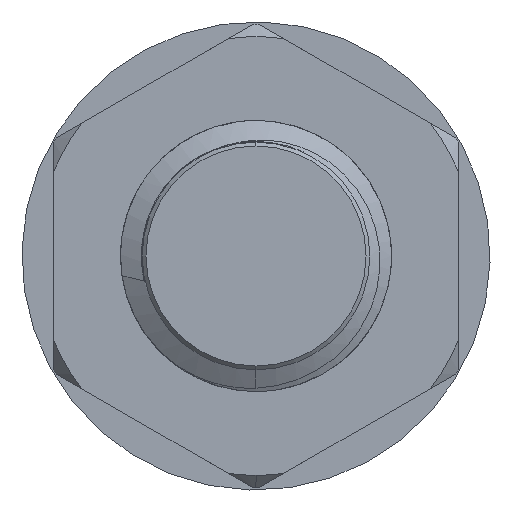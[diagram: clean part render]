
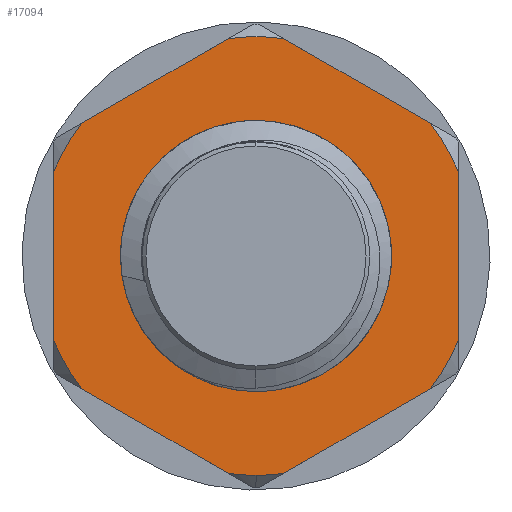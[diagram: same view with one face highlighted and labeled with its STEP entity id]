
A CAD part, left-side view. The second image highlights one B-rep face of the part: STEP entity #17094.
In plain terms, the highlighted planar face has unit normal (-1, 0, 0).
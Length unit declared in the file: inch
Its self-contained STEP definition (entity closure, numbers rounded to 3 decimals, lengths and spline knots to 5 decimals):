
#637 = EDGE_CURVE ( 'NONE', #5751, #13490, #20243, .T. ) ;
#669 = EDGE_LOOP ( 'NONE', ( #29720, #26860 ) ) ;
#1200 = AXIS2_PLACEMENT_3D ( 'NONE', #24402, #32001, #13861 ) ;
#1201 = EDGE_CURVE ( 'NONE', #33888, #27883, #15125, .T. ) ;
#1237 = CARTESIAN_POINT ( 'NONE',  ( 0.25197, -0.18701, -0.10797 ) ) ;
#1290 = VECTOR ( 'NONE', #30677, 39.37008 ) ;
#2096 = CARTESIAN_POINT ( 'NONE',  ( 0.25197, 0.16135, 0.12278 ) ) ;
#2107 = EDGE_CURVE ( 'NONE', #29636, #21572, #28009, .T. ) ;
#2396 = VERTEX_POINT ( 'NONE', #33183 ) ;
#2635 = CARTESIAN_POINT ( 'NONE',  ( 0.25197, -0.18701, -0.07835 ) ) ;
#2738 = CARTESIAN_POINT ( 'NONE',  ( 0.25197, -0.16135, -0.12278 ) ) ;
#3136 = DIRECTION ( 'NONE',  ( -1., 0., 0. ) ) ;
#3640 = ORIENTED_EDGE ( 'NONE', *, *, #26818, .T. ) ;
#3647 = CARTESIAN_POINT ( 'NONE',  ( 0.25197, 0., -0.20276 ) ) ;
#3669 = EDGE_CURVE ( 'NONE', #29636, #2396, #31071, .T. ) ;
#4018 = AXIS2_PLACEMENT_3D ( 'NONE', #25053, #6891, #30395 ) ;
#4024 = VECTOR ( 'NONE', #21371, 39.37008 ) ;
#4636 = VECTOR ( 'NONE', #7094, 39.37008 ) ;
#4874 = DIRECTION ( 'NONE',  ( 0., 0., -1. ) ) ;
#5049 = ORIENTED_EDGE ( 'NONE', *, *, #31641, .F. ) ;
#5402 = ORIENTED_EDGE ( 'NONE', *, *, #19973, .T. ) ;
#5707 = DIRECTION ( 'NONE',  ( 1., 0., 0. ) ) ;
#5751 = VERTEX_POINT ( 'NONE', #22670 ) ;
#6243 = AXIS2_PLACEMENT_3D ( 'NONE', #16166, #14099, #11484 ) ;
#6264 = CIRCLE ( 'NONE', #25578, 0.10531 ) ;
#6408 = ORIENTED_EDGE ( 'NONE', *, *, #32107, .T. ) ;
#6553 = FACE_BOUND ( 'NONE', #669, .T. ) ;
#6891 = DIRECTION ( 'NONE',  ( -1., 0., 0. ) ) ;
#6990 = CARTESIAN_POINT ( 'NONE',  ( 0.25197, 0.18701, -0.07835 ) ) ;
#7094 = DIRECTION ( 'NONE',  ( 0., 0.866, 0.5 ) ) ;
#7272 = VERTEX_POINT ( 'NONE', #18578 ) ;
#7444 = CARTESIAN_POINT ( 'NONE',  ( 0.25197, 0., 0. ) ) ;
#7573 = ORIENTED_EDGE ( 'NONE', *, *, #24678, .F. ) ;
#7795 = EDGE_CURVE ( 'NONE', #12796, #2396, #12014, .T. ) ;
#7895 = AXIS2_PLACEMENT_3D ( 'NONE', #7444, #9862, #17491 ) ;
#7933 = EDGE_CURVE ( 'NONE', #7950, #29483, #18401, .T. ) ;
#7950 = VERTEX_POINT ( 'NONE', #19859 ) ;
#8694 = DIRECTION ( 'NONE',  ( 0., 0., -1. ) ) ;
#9424 = EDGE_CURVE ( 'NONE', #11270, #7950, #19831, .T. ) ;
#9862 = DIRECTION ( 'NONE',  ( -1., 0., 0. ) ) ;
#10122 = VECTOR ( 'NONE', #32454, 39.37008 ) ;
#10475 = AXIS2_PLACEMENT_3D ( 'NONE', #14136, #11357, #21559 ) ;
#10536 = CARTESIAN_POINT ( 'NONE',  ( 0.25197, 0., 0. ) ) ;
#10546 = CARTESIAN_POINT ( 'NONE',  ( 0.25197, -0.02565, 0.20113 ) ) ;
#11153 = LINE ( 'NONE', #30004, #4024 ) ;
#11170 = DIRECTION ( 'NONE',  ( 0., 0.866, -0.5 ) ) ;
#11250 = CARTESIAN_POINT ( 'NONE',  ( 0.25197, 0., 0. ) ) ;
#11270 = VERTEX_POINT ( 'NONE', #6990 ) ;
#11357 = DIRECTION ( 'NONE',  ( -1., 0., 0. ) ) ;
#11367 = CARTESIAN_POINT ( 'NONE',  ( 0.25197, 0.18701, 0.10797 ) ) ;
#11398 = DIRECTION ( 'NONE',  ( 0., 0., -1. ) ) ;
#11415 = VERTEX_POINT ( 'NONE', #28762 ) ;
#11484 = DIRECTION ( 'NONE',  ( 0., 0., -1. ) ) ;
#11768 = DIRECTION ( 'NONE',  ( 0., 0., -1. ) ) ;
#12014 = LINE ( 'NONE', #22566, #1290 ) ;
#12317 = CIRCLE ( 'NONE', #29419, 0.20276 ) ;
#12342 = AXIS2_PLACEMENT_3D ( 'NONE', #10536, #5707, #11398 ) ;
#12796 = VERTEX_POINT ( 'NONE', #10546 ) ;
#13483 = CARTESIAN_POINT ( 'NONE',  ( 0.25197, 0., -0.10531 ) ) ;
#13490 = VERTEX_POINT ( 'NONE', #18852 ) ;
#13861 = DIRECTION ( 'NONE',  ( 0., 0., -1. ) ) ;
#13959 = AXIS2_PLACEMENT_3D ( 'NONE', #11250, #3136, #16617 ) ;
#14099 = DIRECTION ( 'NONE',  ( -1., 0., 0. ) ) ;
#14136 = CARTESIAN_POINT ( 'NONE',  ( 0.25197, 0., 0. ) ) ;
#14552 = VECTOR ( 'NONE', #11768, 39.37008 ) ;
#14558 = VERTEX_POINT ( 'NONE', #2738 ) ;
#14765 = ORIENTED_EDGE ( 'NONE', *, *, #29337, .T. ) ;
#14897 = CARTESIAN_POINT ( 'NONE',  ( 0.25197, -0.18701, 0.07835 ) ) ;
#15125 = CIRCLE ( 'NONE', #12342, 0.10531 ) ;
#15147 = EDGE_CURVE ( 'NONE', #5751, #30789, #12317, .T. ) ;
#15951 = EDGE_CURVE ( 'NONE', #27883, #33888, #6264, .T. ) ;
#16166 = CARTESIAN_POINT ( 'NONE',  ( 0.25197, 0., 0. ) ) ;
#16207 = LINE ( 'NONE', #26919, #25928 ) ;
#16443 = ORIENTED_EDGE ( 'NONE', *, *, #2107, .F. ) ;
#16522 = CARTESIAN_POINT ( 'NONE',  ( 0.25197, 0., 0.10531 ) ) ;
#16617 = DIRECTION ( 'NONE',  ( 0., 0., -1. ) ) ;
#16699 = ORIENTED_EDGE ( 'NONE', *, *, #9424, .F. ) ;
#17094 = ADVANCED_FACE ( 'NONE', ( #19857, #6553 ), #25556, .T. ) ;
#17491 = DIRECTION ( 'NONE',  ( 0., 0., -1. ) ) ;
#18006 = DIRECTION ( 'NONE',  ( 1., 0., 0. ) ) ;
#18098 = DIRECTION ( 'NONE',  ( 0., 0., -1. ) ) ;
#18344 = ORIENTED_EDGE ( 'NONE', *, *, #7933, .F. ) ;
#18401 = CIRCLE ( 'NONE', #26694, 0.20276 ) ;
#18444 = CARTESIAN_POINT ( 'NONE',  ( 0.25197, 0., 0. ) ) ;
#18578 = CARTESIAN_POINT ( 'NONE',  ( 0.25197, -0.02565, -0.20113 ) ) ;
#18852 = CARTESIAN_POINT ( 'NONE',  ( 0.25197, 0.16135, -0.12278 ) ) ;
#19085 = DIRECTION ( 'NONE',  ( 1., 0., 0. ) ) ;
#19831 = LINE ( 'NONE', #11367, #10122 ) ;
#19857 = FACE_OUTER_BOUND ( 'NONE', #21613, .T. ) ;
#19859 = CARTESIAN_POINT ( 'NONE',  ( 0.25197, 0.18701, 0.07835 ) ) ;
#19973 = EDGE_CURVE ( 'NONE', #30789, #7272, #33179, .T. ) ;
#20045 = CIRCLE ( 'NONE', #13959, 0.20276 ) ;
#20243 = LINE ( 'NONE', #30777, #4636 ) ;
#21371 = DIRECTION ( 'NONE',  ( 0., -0.866, 0.5 ) ) ;
#21559 = DIRECTION ( 'NONE',  ( 0., 0., -1. ) ) ;
#21572 = VERTEX_POINT ( 'NONE', #2635 ) ;
#21613 = EDGE_LOOP ( 'NONE', ( #18344, #16699, #14765, #22358, #31934, #5402, #5049, #6408, #16443, #23653, #32570, #3640, #7573 ) ) ;
#21674 = CARTESIAN_POINT ( 'NONE',  ( 0.25197, 0., 0. ) ) ;
#22358 = ORIENTED_EDGE ( 'NONE', *, *, #637, .F. ) ;
#22566 = CARTESIAN_POINT ( 'NONE',  ( 0.25197, -0.18701, 0.10797 ) ) ;
#22670 = CARTESIAN_POINT ( 'NONE',  ( 0.25197, 0.02565, -0.20113 ) ) ;
#23653 = ORIENTED_EDGE ( 'NONE', *, *, #3669, .T. ) ;
#24402 = CARTESIAN_POINT ( 'NONE',  ( 0.25197, 0., 0. ) ) ;
#24678 = EDGE_CURVE ( 'NONE', #29483, #11415, #11153, .T. ) ;
#25053 = CARTESIAN_POINT ( 'NONE',  ( 0.25197, 0.10531, 0. ) ) ;
#25490 = CIRCLE ( 'NONE', #7895, 0.20276 ) ;
#25556 = PLANE ( 'NONE',  #4018 ) ;
#25578 = AXIS2_PLACEMENT_3D ( 'NONE', #28546, #18006, #4874 ) ;
#25928 = VECTOR ( 'NONE', #11170, 39.37008 ) ;
#26694 = AXIS2_PLACEMENT_3D ( 'NONE', #21674, #19085, #8694 ) ;
#26818 = EDGE_CURVE ( 'NONE', #12796, #11415, #20045, .T. ) ;
#26860 = ORIENTED_EDGE ( 'NONE', *, *, #1201, .T. ) ;
#26919 = CARTESIAN_POINT ( 'NONE',  ( 0.25197, 0., -0.21594 ) ) ;
#27052 = CIRCLE ( 'NONE', #10475, 0.20276 ) ;
#27883 = VERTEX_POINT ( 'NONE', #13483 ) ;
#28009 = LINE ( 'NONE', #1237, #14552 ) ;
#28546 = CARTESIAN_POINT ( 'NONE',  ( 0.25197, 0., 0. ) ) ;
#28762 = CARTESIAN_POINT ( 'NONE',  ( 0.25197, 0.02565, 0.20113 ) ) ;
#29337 = EDGE_CURVE ( 'NONE', #11270, #13490, #25490, .T. ) ;
#29419 = AXIS2_PLACEMENT_3D ( 'NONE', #18444, #31227, #18098 ) ;
#29483 = VERTEX_POINT ( 'NONE', #2096 ) ;
#29636 = VERTEX_POINT ( 'NONE', #14897 ) ;
#29720 = ORIENTED_EDGE ( 'NONE', *, *, #15951, .T. ) ;
#30004 = CARTESIAN_POINT ( 'NONE',  ( 0.25197, 0., 0.21594 ) ) ;
#30395 = DIRECTION ( 'NONE',  ( 0., 0., 1. ) ) ;
#30677 = DIRECTION ( 'NONE',  ( 0., -0.866, -0.5 ) ) ;
#30777 = CARTESIAN_POINT ( 'NONE',  ( 0.25197, 0.18701, -0.10797 ) ) ;
#30789 = VERTEX_POINT ( 'NONE', #3647 ) ;
#31071 = CIRCLE ( 'NONE', #6243, 0.20276 ) ;
#31227 = DIRECTION ( 'NONE',  ( -1., 0., 0. ) ) ;
#31641 = EDGE_CURVE ( 'NONE', #14558, #7272, #16207, .T. ) ;
#31934 = ORIENTED_EDGE ( 'NONE', *, *, #15147, .T. ) ;
#32001 = DIRECTION ( 'NONE',  ( -1., 0., 0. ) ) ;
#32107 = EDGE_CURVE ( 'NONE', #14558, #21572, #27052, .T. ) ;
#32454 = DIRECTION ( 'NONE',  ( 0., 0., 1. ) ) ;
#32570 = ORIENTED_EDGE ( 'NONE', *, *, #7795, .F. ) ;
#33179 = CIRCLE ( 'NONE', #1200, 0.20276 ) ;
#33183 = CARTESIAN_POINT ( 'NONE',  ( 0.25197, -0.16135, 0.12278 ) ) ;
#33888 = VERTEX_POINT ( 'NONE', #16522 ) ;
